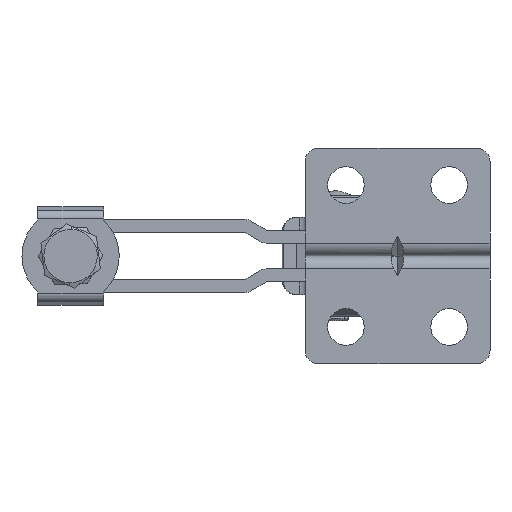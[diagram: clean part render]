
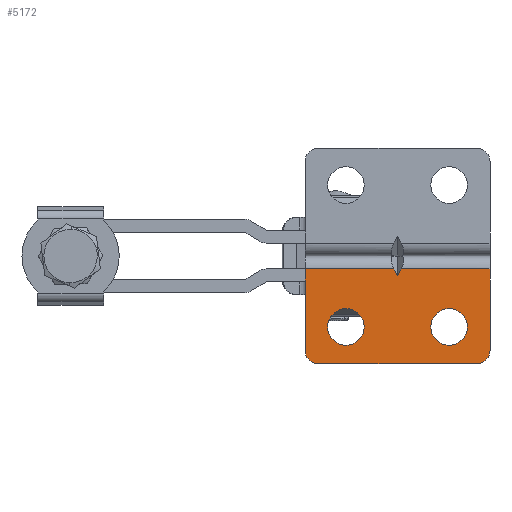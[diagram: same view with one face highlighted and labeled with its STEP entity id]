
A CAD part, front view. The second image highlights one B-rep face of the part: STEP entity #5172.
In plain terms, the highlighted planar face has unit normal (0, -1, 0).
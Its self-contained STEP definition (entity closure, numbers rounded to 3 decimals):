
#276 = EDGE_LOOP ( 'NONE', ( #12728, #1592 ) ) ;
#804 = VERTEX_POINT ( 'NONE', #7187 ) ;
#1190 = VERTEX_POINT ( 'NONE', #30060 ) ;
#1592 = ORIENTED_EDGE ( 'NONE', *, *, #16882, .T. ) ;
#2369 = LINE ( 'NONE', #8996, #33374 ) ;
#2727 = VERTEX_POINT ( 'NONE', #31018 ) ;
#2857 = AXIS2_PLACEMENT_3D ( 'NONE', #7874, #10472, #28450 ) ;
#2967 = DIRECTION ( 'NONE',  ( 0., 0., 1. ) ) ;
#3434 = EDGE_CURVE ( 'NONE', #26770, #6755, #29956, .T. ) ;
#4100 = CARTESIAN_POINT ( 'NONE',  ( -9.5, 0., -16.5 ) ) ;
#4579 = ORIENTED_EDGE ( 'NONE', *, *, #7228, .T. ) ;
#4994 = CIRCLE ( 'NONE', #10200, 4.25 ) ;
#5172 = ADVANCED_FACE ( 'NONE', ( #25530, #5766, #19520 ), #23332, .F. ) ;
#5216 = CARTESIAN_POINT ( 'NONE',  ( -3., 0., -22. ) ) ;
#5298 = CARTESIAN_POINT ( 'NONE',  ( -22.344, 0., -3. ) ) ;
#5329 = LINE ( 'NONE', #18140, #31107 ) ;
#5554 = VERTEX_POINT ( 'NONE', #24732 ) ;
#5718 = EDGE_CURVE ( 'NONE', #19089, #5554, #7366, .T. ) ;
#5766 = FACE_BOUND ( 'NONE', #30870, .T. ) ;
#5791 = LINE ( 'NONE', #8076, #26360 ) ;
#6180 = DIRECTION ( 'NONE',  ( 1., 0., 0. ) ) ;
#6695 = DIRECTION ( 'NONE',  ( 1., 0., 0. ) ) ;
#6755 = VERTEX_POINT ( 'NONE', #8726 ) ;
#6874 = DIRECTION ( 'NONE',  ( 0., 1., 0. ) ) ;
#6927 = DIRECTION ( 'NONE',  ( 0., 1., 0. ) ) ;
#7143 = CIRCLE ( 'NONE', #10459, 4.25 ) ;
#7187 = CARTESIAN_POINT ( 'NONE',  ( -37.75, 0., -16.5 ) ) ;
#7228 = EDGE_CURVE ( 'NONE', #26770, #5554, #5329, .T. ) ;
#7319 = AXIS2_PLACEMENT_3D ( 'NONE', #24035, #8590, #26607 ) ;
#7366 = CIRCLE ( 'NONE', #17734, 3. ) ;
#7767 = CARTESIAN_POINT ( 'NONE',  ( 0., 0., -22. ) ) ;
#7831 = DIRECTION ( 'NONE',  ( -1., 0., 0. ) ) ;
#7874 = CARTESIAN_POINT ( 'NONE',  ( 0., 0., -3. ) ) ;
#8076 = CARTESIAN_POINT ( 'NONE',  ( -16.155, 0., 5.527 ) ) ;
#8441 = DIRECTION ( 'NONE',  ( 0.467, 0., -0.884 ) ) ;
#8590 = DIRECTION ( 'NONE',  ( 0., 1., 0. ) ) ;
#8609 = VECTOR ( 'NONE', #27222, 1000. ) ;
#8726 = CARTESIAN_POINT ( 'NONE',  ( -43., 0., -22. ) ) ;
#8746 = CARTESIAN_POINT ( 'NONE',  ( -5.25, 0., -16.5 ) ) ;
#8996 = CARTESIAN_POINT ( 'NONE',  ( 0., 0., -3. ) ) ;
#9051 = VERTEX_POINT ( 'NONE', #26998 ) ;
#9857 = VERTEX_POINT ( 'NONE', #15739 ) ;
#10147 = ORIENTED_EDGE ( 'NONE', *, *, #29983, .F. ) ;
#10200 = AXIS2_PLACEMENT_3D ( 'NONE', #22383, #6927, #24950 ) ;
#10459 = AXIS2_PLACEMENT_3D ( 'NONE', #26705, #11306, #29267 ) ;
#10472 = DIRECTION ( 'NONE',  ( 0., 1., 0. ) ) ;
#11021 = ORIENTED_EDGE ( 'NONE', *, *, #5718, .F. ) ;
#11183 = LINE ( 'NONE', #21666, #30875 ) ;
#11306 = DIRECTION ( 'NONE',  ( 0., 1., 0. ) ) ;
#11685 = VECTOR ( 'NONE', #2967, 1000. ) ;
#12100 = VERTEX_POINT ( 'NONE', #18547 ) ;
#12728 = ORIENTED_EDGE ( 'NONE', *, *, #30709, .T. ) ;
#13457 = VECTOR ( 'NONE', #8441, 1000. ) ;
#13680 = CIRCLE ( 'NONE', #28468, 4.25 ) ;
#14642 = LINE ( 'NONE', #24644, #8609 ) ;
#15371 = CARTESIAN_POINT ( 'NONE',  ( -29.25, 0., -16.5 ) ) ;
#15664 = DIRECTION ( 'NONE',  ( 1., 0., 0. ) ) ;
#15739 = CARTESIAN_POINT ( 'NONE',  ( 0., 0., -3. ) ) ;
#16882 = EDGE_CURVE ( 'NONE', #2727, #30591, #4994, .T. ) ;
#17734 = AXIS2_PLACEMENT_3D ( 'NONE', #5216, #23292, #7831 ) ;
#17773 = EDGE_CURVE ( 'NONE', #19089, #9857, #2369, .T. ) ;
#17826 = ORIENTED_EDGE ( 'NONE', *, *, #33149, .F. ) ;
#18140 = CARTESIAN_POINT ( 'NONE',  ( -43., 0., -25. ) ) ;
#18533 = LINE ( 'NONE', #23470, #11685 ) ;
#18547 = CARTESIAN_POINT ( 'NONE',  ( -43., 0., -3. ) ) ;
#18807 = CIRCLE ( 'NONE', #21019, 4.25 ) ;
#18870 = EDGE_CURVE ( 'NONE', #31599, #804, #7143, .T. ) ;
#19071 = ORIENTED_EDGE ( 'NONE', *, *, #3434, .F. ) ;
#19089 = VERTEX_POINT ( 'NONE', #7767 ) ;
#19270 = DIRECTION ( 'NONE',  ( 0., 0., 1. ) ) ;
#19375 = ORIENTED_EDGE ( 'NONE', *, *, #27242, .F. ) ;
#19520 = FACE_OUTER_BOUND ( 'NONE', #31223, .T. ) ;
#19981 = ORIENTED_EDGE ( 'NONE', *, *, #27472, .T. ) ;
#21019 = AXIS2_PLACEMENT_3D ( 'NONE', #4100, #22150, #6695 ) ;
#21392 = EDGE_CURVE ( 'NONE', #1190, #9051, #5791, .T. ) ;
#21488 = ORIENTED_EDGE ( 'NONE', *, *, #17773, .T. ) ;
#21666 = CARTESIAN_POINT ( 'NONE',  ( 0., 0., -3. ) ) ;
#22150 = DIRECTION ( 'NONE',  ( 0., 1., 0. ) ) ;
#22321 = CARTESIAN_POINT ( 'NONE',  ( -33.5, 0., -16.5 ) ) ;
#22379 = ORIENTED_EDGE ( 'NONE', *, *, #32912, .F. ) ;
#22383 = CARTESIAN_POINT ( 'NONE',  ( -9.5, 0., -16.5 ) ) ;
#23292 = DIRECTION ( 'NONE',  ( 0., 1., 0. ) ) ;
#23332 = PLANE ( 'NONE',  #2857 ) ;
#23470 = CARTESIAN_POINT ( 'NONE',  ( -43., 0., -3. ) ) ;
#23523 = DIRECTION ( 'NONE',  ( 0.467, 0., 0.884 ) ) ;
#23771 = CARTESIAN_POINT ( 'NONE',  ( -17.475, 0., -12.224 ) ) ;
#24035 = CARTESIAN_POINT ( 'NONE',  ( -40., 0., -22. ) ) ;
#24644 = CARTESIAN_POINT ( 'NONE',  ( 0., 0., -3. ) ) ;
#24732 = CARTESIAN_POINT ( 'NONE',  ( -3., 0., -25. ) ) ;
#24898 = DIRECTION ( 'NONE',  ( 1., 0., 0. ) ) ;
#24950 = DIRECTION ( 'NONE',  ( 1., 0., 0. ) ) ;
#25530 = FACE_BOUND ( 'NONE', #276, .T. ) ;
#25731 = CARTESIAN_POINT ( 'NONE',  ( -40., 0., -25. ) ) ;
#26360 = VECTOR ( 'NONE', #23523, 1000. ) ;
#26607 = DIRECTION ( 'NONE',  ( -1., 0., 0. ) ) ;
#26705 = CARTESIAN_POINT ( 'NONE',  ( -33.5, 0., -16.5 ) ) ;
#26770 = VERTEX_POINT ( 'NONE', #25731 ) ;
#26998 = CARTESIAN_POINT ( 'NONE',  ( -20.656, 0., -3. ) ) ;
#27222 = DIRECTION ( 'NONE',  ( 1., 0., 0. ) ) ;
#27242 = EDGE_CURVE ( 'NONE', #6755, #12100, #18533, .T. ) ;
#27472 = EDGE_CURVE ( 'NONE', #804, #31599, #13680, .T. ) ;
#28450 = DIRECTION ( 'NONE',  ( -1., 0., 0. ) ) ;
#28468 = AXIS2_PLACEMENT_3D ( 'NONE', #22321, #6874, #24898 ) ;
#29267 = DIRECTION ( 'NONE',  ( 1., 0., 0. ) ) ;
#29697 = ORIENTED_EDGE ( 'NONE', *, *, #18870, .T. ) ;
#29956 = CIRCLE ( 'NONE', #7319, 3. ) ;
#29983 = EDGE_CURVE ( 'NONE', #9051, #9857, #11183, .T. ) ;
#30060 = CARTESIAN_POINT ( 'NONE',  ( -21.5, 0., -4.599 ) ) ;
#30591 = VERTEX_POINT ( 'NONE', #8746 ) ;
#30709 = EDGE_CURVE ( 'NONE', #30591, #2727, #18807, .T. ) ;
#30870 = EDGE_LOOP ( 'NONE', ( #29697, #19981 ) ) ;
#30875 = VECTOR ( 'NONE', #6180, 1000. ) ;
#31018 = CARTESIAN_POINT ( 'NONE',  ( -13.75, 0., -16.5 ) ) ;
#31107 = VECTOR ( 'NONE', #15664, 1000. ) ;
#31136 = ORIENTED_EDGE ( 'NONE', *, *, #21392, .F. ) ;
#31223 = EDGE_LOOP ( 'NONE', ( #22379, #17826, #19375, #19071, #4579, #11021, #21488, #10147, #31136 ) ) ;
#31599 = VERTEX_POINT ( 'NONE', #15371 ) ;
#32278 = VERTEX_POINT ( 'NONE', #5298 ) ;
#32912 = EDGE_CURVE ( 'NONE', #32278, #1190, #33192, .T. ) ;
#33149 = EDGE_CURVE ( 'NONE', #12100, #32278, #14642, .T. ) ;
#33192 = LINE ( 'NONE', #23771, #13457 ) ;
#33374 = VECTOR ( 'NONE', #19270, 1000. ) ;
